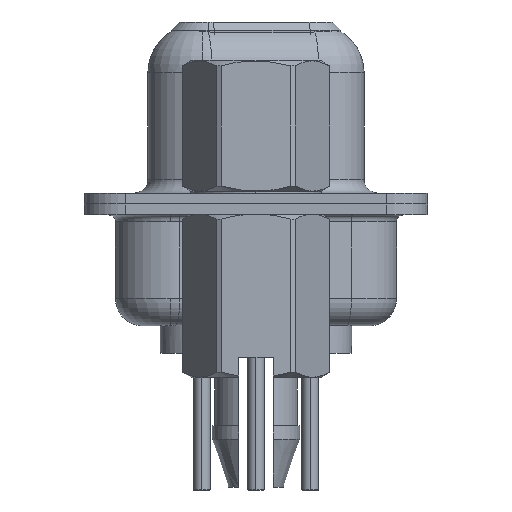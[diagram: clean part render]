
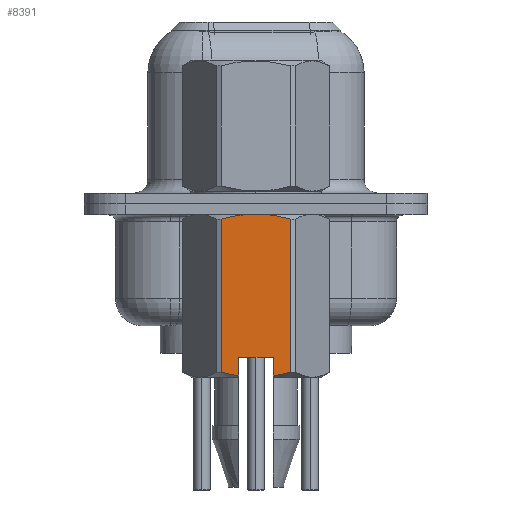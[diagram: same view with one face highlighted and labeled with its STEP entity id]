
A CAD part, left-side view. The second image highlights one B-rep face of the part: STEP entity #8391.
In plain terms, the highlighted planar face has unit normal (-1, 0, 0).
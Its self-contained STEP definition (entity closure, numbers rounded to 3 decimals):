
#252 = CARTESIAN_POINT ( 'NONE',  ( -2.381, -0.215, -0.368 ) ) ;
#428 = CARTESIAN_POINT ( 'NONE',  ( -2.381, 0., -0.368 ) ) ;
#513 = CARTESIAN_POINT ( 'NONE',  ( -2.381, 1.273, -6.148 ) ) ;
#836 = VECTOR ( 'NONE', #7921, 1000. ) ;
#1718 = FACE_OUTER_BOUND ( 'NONE', #29979, .T. ) ;
#1975 = ORIENTED_EDGE ( 'NONE', *, *, #3121, .T. ) ;
#3060 = CARTESIAN_POINT ( 'NONE',  ( -2.381, -1.065, -0.496 ) ) ;
#3121 = EDGE_CURVE ( 'NONE', #12969, #25514, #6800, .T. ) ;
#3333 = EDGE_CURVE ( 'NONE', #13930, #12969, #20444, .T. ) ;
#3396 = LINE ( 'NONE', #30202, #12049 ) ;
#3739 = CARTESIAN_POINT ( 'NONE',  ( -2.381, -0.625, -5.6 ) ) ;
#4079 = LINE ( 'NONE', #3739, #27229 ) ;
#4192 = EDGE_CURVE ( 'NONE', #13260, #21765, #13415, .T. ) ;
#4195 = PLANE ( 'NONE',  #12784 ) ;
#4361 = VERTEX_POINT ( 'NONE', #23231 ) ;
#5101 = EDGE_CURVE ( 'NONE', #25514, #13260, #7861, .T. ) ;
#5213 = CARTESIAN_POINT ( 'NONE',  ( -2.381, -0.625, -6.285 ) ) ;
#5707 = CARTESIAN_POINT ( 'NONE',  ( -2.381, -1.273, -0.552 ) ) ;
#6800 = B_SPLINE_CURVE_WITH_KNOTS ( 'NONE', 3,
 ( #14756, #23030, #25685, #19681, #33278, #19852 ),
 .UNSPECIFIED., .F., .F.,
 ( 4, 2, 4 ),
 ( 0.004, 0.004, 0.005 ),
 .UNSPECIFIED. ) ;
#7079 = ORIENTED_EDGE ( 'NONE', *, *, #4192, .T. ) ;
#7803 = VERTEX_POINT ( 'NONE', #19628 ) ;
#7861 = LINE ( 'NONE', #13314, #32945 ) ;
#7865 = ORIENTED_EDGE ( 'NONE', *, *, #12392, .T. ) ;
#7921 = DIRECTION ( 'NONE',  ( 0., 1., 0. ) ) ;
#8391 = ADVANCED_FACE ( 'NONE', ( #1718 ), #4195, .T. ) ;
#8479 = ORIENTED_EDGE ( 'NONE', *, *, #20108, .F. ) ;
#8932 = CARTESIAN_POINT ( 'NONE',  ( -2.381, 1.273, -0.552 ) ) ;
#11809 = CARTESIAN_POINT ( 'NONE',  ( -2.381, 0.845, -6.253 ) ) ;
#12049 = VECTOR ( 'NONE', #16617, 1000. ) ;
#12311 = CARTESIAN_POINT ( 'NONE',  ( -2.381, -1.375, -0.35 ) ) ;
#12392 = EDGE_CURVE ( 'NONE', #25854, #17521, #22305, .T. ) ;
#12686 = CARTESIAN_POINT ( 'NONE',  ( -2.381, -1.273, 0.581 ) ) ;
#12784 = AXIS2_PLACEMENT_3D ( 'NONE', #12311, #14953, #33991 ) ;
#12969 = VERTEX_POINT ( 'NONE', #17117 ) ;
#13260 = VERTEX_POINT ( 'NONE', #513 ) ;
#13314 = CARTESIAN_POINT ( 'NONE',  ( -2.381, 1.273, 0.581 ) ) ;
#13415 = B_SPLINE_CURVE_WITH_KNOTS ( 'NONE', 3,
 ( #14098, #16921, #11809, #30155 ),
 .UNSPECIFIED., .F., .F.,
 ( 4, 4 ),
 ( 0.001, 0.002 ),
 .UNSPECIFIED. ) ;
#13930 = VERTEX_POINT ( 'NONE', #15546 ) ;
#14098 = CARTESIAN_POINT ( 'NONE',  ( -2.381, 1.273, -6.148 ) ) ;
#14102 = ORIENTED_EDGE ( 'NONE', *, *, #5101, .T. ) ;
#14257 = ORIENTED_EDGE ( 'NONE', *, *, #34818, .T. ) ;
#14345 = CARTESIAN_POINT ( 'NONE',  ( -2.381, -0.428, -0.385 ) ) ;
#14756 = CARTESIAN_POINT ( 'NONE',  ( -2.381, 0., -0.368 ) ) ;
#14953 = DIRECTION ( 'NONE',  ( -1., 0., 0. ) ) ;
#15006 = DIRECTION ( 'NONE',  ( 0., 0., -1. ) ) ;
#15546 = CARTESIAN_POINT ( 'NONE',  ( -2.381, -1.273, -0.552 ) ) ;
#16114 = CARTESIAN_POINT ( 'NONE',  ( -2.381, -0.625, -6.285 ) ) ;
#16617 = DIRECTION ( 'NONE',  ( 0., 0., -1. ) ) ;
#16921 = CARTESIAN_POINT ( 'NONE',  ( -2.381, 1.06, -6.206 ) ) ;
#17117 = CARTESIAN_POINT ( 'NONE',  ( -2.381, 0., -0.368 ) ) ;
#17279 = ORIENTED_EDGE ( 'NONE', *, *, #28523, .F. ) ;
#17296 = LINE ( 'NONE', #12686, #31579 ) ;
#17469 = DIRECTION ( 'NONE',  ( 0., 0., 1. ) ) ;
#17521 = VERTEX_POINT ( 'NONE', #24291 ) ;
#18131 = EDGE_CURVE ( 'NONE', #7803, #25854, #4079, .T. ) ;
#19238 = CARTESIAN_POINT ( 'NONE',  ( -2.381, 0.625, -6.285 ) ) ;
#19628 = CARTESIAN_POINT ( 'NONE',  ( -2.381, -0.625, -5.6 ) ) ;
#19681 = CARTESIAN_POINT ( 'NONE',  ( -2.381, 0.858, -0.45 ) ) ;
#19852 = CARTESIAN_POINT ( 'NONE',  ( -2.381, 1.273, -0.552 ) ) ;
#20108 = EDGE_CURVE ( 'NONE', #7803, #4361, #25625, .T. ) ;
#20444 = B_SPLINE_CURVE_WITH_KNOTS ( 'NONE', 3,
 ( #5707, #3060, #24402, #14345, #252, #428 ),
 .UNSPECIFIED., .F., .F.,
 ( 4, 2, 4 ),
 ( 0.003, 0.003, 0.004 ),
 .UNSPECIFIED. ) ;
#21765 = VERTEX_POINT ( 'NONE', #19238 ) ;
#22305 = B_SPLINE_CURVE_WITH_KNOTS ( 'NONE', 3,
 ( #5213, #26747, #32220, #34673 ),
 .UNSPECIFIED., .F., .F.,
 ( 4, 4 ),
 ( 0.003, 0.004 ),
 .UNSPECIFIED. ) ;
#23030 = CARTESIAN_POINT ( 'NONE',  ( -2.381, 0.215, -0.368 ) ) ;
#23231 = CARTESIAN_POINT ( 'NONE',  ( -2.381, 0.625, -5.6 ) ) ;
#23314 = ORIENTED_EDGE ( 'NONE', *, *, #3333, .T. ) ;
#24291 = CARTESIAN_POINT ( 'NONE',  ( -2.381, -1.273, -6.148 ) ) ;
#24402 = CARTESIAN_POINT ( 'NONE',  ( -2.381, -0.853, -0.449 ) ) ;
#25514 = VERTEX_POINT ( 'NONE', #8932 ) ;
#25625 = LINE ( 'NONE', #32096, #836 ) ;
#25685 = CARTESIAN_POINT ( 'NONE',  ( -2.381, 0.432, -0.385 ) ) ;
#25854 = VERTEX_POINT ( 'NONE', #16114 ) ;
#26468 = ORIENTED_EDGE ( 'NONE', *, *, #18131, .T. ) ;
#26747 = CARTESIAN_POINT ( 'NONE',  ( -2.381, -0.842, -6.254 ) ) ;
#27229 = VECTOR ( 'NONE', #15006, 1000. ) ;
#28523 = EDGE_CURVE ( 'NONE', #4361, #21765, #3396, .T. ) ;
#29202 = DIRECTION ( 'NONE',  ( 0., 0., -1. ) ) ;
#29979 = EDGE_LOOP ( 'NONE', ( #17279, #8479, #26468, #7865, #14257, #23314, #1975, #14102, #7079 ) ) ;
#30155 = CARTESIAN_POINT ( 'NONE',  ( -2.381, 0.625, -6.285 ) ) ;
#30202 = CARTESIAN_POINT ( 'NONE',  ( -2.381, 0.625, -5.6 ) ) ;
#31579 = VECTOR ( 'NONE', #17469, 1000. ) ;
#32096 = CARTESIAN_POINT ( 'NONE',  ( -2.381, -0.625, -5.6 ) ) ;
#32220 = CARTESIAN_POINT ( 'NONE',  ( -2.381, -1.06, -6.206 ) ) ;
#32945 = VECTOR ( 'NONE', #29202, 1000. ) ;
#33278 = CARTESIAN_POINT ( 'NONE',  ( -2.381, 1.066, -0.496 ) ) ;
#33991 = DIRECTION ( 'NONE',  ( 0., 0., 1. ) ) ;
#34673 = CARTESIAN_POINT ( 'NONE',  ( -2.381, -1.273, -6.148 ) ) ;
#34818 = EDGE_CURVE ( 'NONE', #17521, #13930, #17296, .T. ) ;
